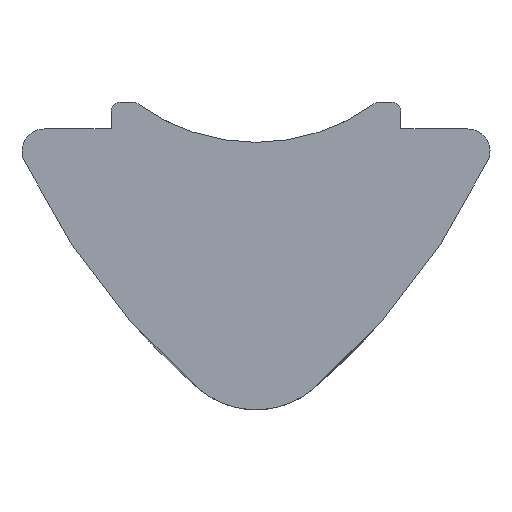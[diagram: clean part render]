
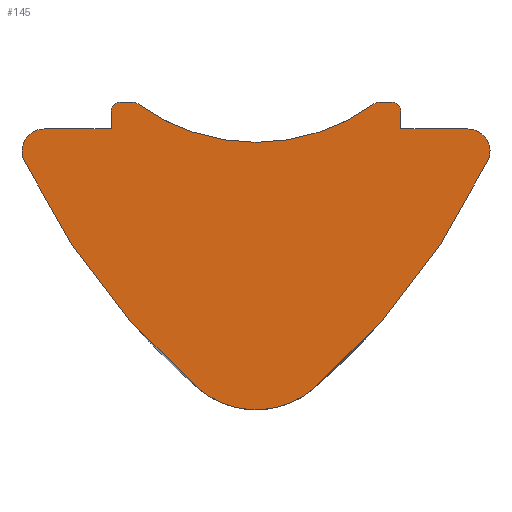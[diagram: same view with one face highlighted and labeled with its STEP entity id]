
A CAD part, front view. The second image highlights one B-rep face of the part: STEP entity #145.
In plain terms, the highlighted planar face has unit normal (0, -1, 0).
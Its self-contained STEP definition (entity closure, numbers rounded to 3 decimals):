
#4 = ORIENTED_EDGE ( 'NONE', *, *, #636, .F. ) ;
#11 = AXIS2_PLACEMENT_3D ( 'NONE', #743, #758, #548 ) ;
#23 = CARTESIAN_POINT ( 'NONE',  ( 1.314, -14., -5.81 ) ) ;
#25 = EDGE_CURVE ( 'NONE', #108, #637, #410, .T. ) ;
#27 = CARTESIAN_POINT ( 'NONE',  ( -1.314, -14., -5.81 ) ) ;
#30 = LINE ( 'NONE', #1148, #73 ) ;
#42 = ORIENTED_EDGE ( 'NONE', *, *, #458, .F. ) ;
#44 = ORIENTED_EDGE ( 'NONE', *, *, #304, .T. ) ;
#51 = DIRECTION ( 'NONE',  ( -1., 0., 0. ) ) ;
#57 = ORIENTED_EDGE ( 'NONE', *, *, #514, .F. ) ;
#63 = DIRECTION ( 'NONE',  ( 0., 1., 0. ) ) ;
#68 = DIRECTION ( 'NONE',  ( -1., 0., 0. ) ) ;
#70 = CIRCLE ( 'NONE', #904, 0.2 ) ;
#73 = VECTOR ( 'NONE', #321, 1000. ) ;
#96 = AXIS2_PLACEMENT_3D ( 'NONE', #760, #392, #755 ) ;
#101 = AXIS2_PLACEMENT_3D ( 'NONE', #442, #182, #835 ) ;
#108 = VERTEX_POINT ( 'NONE', #913 ) ;
#112 = CIRCLE ( 'NONE', #250, 4.5 ) ;
#123 = ORIENTED_EDGE ( 'NONE', *, *, #1029, .F. ) ;
#137 = AXIS2_PLACEMENT_3D ( 'NONE', #190, #842, #471 ) ;
#139 = CARTESIAN_POINT ( 'NONE',  ( 3.05, -14., 0.6 ) ) ;
#145 = ADVANCED_FACE ( 'NONE', ( #597 ), #837, .F. ) ;
#156 = LINE ( 'NONE', #941, #560 ) ;
#164 = CARTESIAN_POINT ( 'NONE',  ( -4.753, -14., -0.5 ) ) ;
#170 = DIRECTION ( 'NONE',  ( -1., 0., 0. ) ) ;
#172 = DIRECTION ( 'NONE',  ( 0., 1., 0. ) ) ;
#182 = DIRECTION ( 'NONE',  ( 0., 1., 0. ) ) ;
#190 = CARTESIAN_POINT ( 'NONE',  ( -3.05, -14., 0.4 ) ) ;
#191 = EDGE_CURVE ( 'NONE', #798, #805, #728, .T. ) ;
#206 = CARTESIAN_POINT ( 'NONE',  ( 3.25, -14., 0.4 ) ) ;
#219 = DIRECTION ( 'NONE',  ( -1., 0., 0. ) ) ;
#221 = VERTEX_POINT ( 'NONE', #567 ) ;
#227 = DIRECTION ( 'NONE',  ( 0., 1., 0. ) ) ;
#231 = CIRCLE ( 'NONE', #1127, 0.2 ) ;
#233 = VERTEX_POINT ( 'NONE', #735 ) ;
#239 = CIRCLE ( 'NONE', #96, 0.2 ) ;
#250 = AXIS2_PLACEMENT_3D ( 'NONE', #589, #1126, #685 ) ;
#279 = CARTESIAN_POINT ( 'NONE',  ( 3.25, -14., 0. ) ) ;
#289 = DIRECTION ( 'NONE',  ( 0., 1., 0. ) ) ;
#293 = VERTEX_POINT ( 'NONE', #206 ) ;
#299 = AXIS2_PLACEMENT_3D ( 'NONE', #819, #172, #998 ) ;
#304 = EDGE_CURVE ( 'NONE', #325, #221, #505, .T. ) ;
#310 = CIRCLE ( 'NONE', #381, 0.5 ) ;
#316 = CARTESIAN_POINT ( 'NONE',  ( -3.05, -14., 0.6 ) ) ;
#318 = CARTESIAN_POINT ( 'NONE',  ( -4.753, -14., -0.5 ) ) ;
#321 = DIRECTION ( 'NONE',  ( 0., 0., 1. ) ) ;
#325 = VERTEX_POINT ( 'NONE', #951 ) ;
#343 = EDGE_CURVE ( 'NONE', #108, #426, #231, .T. ) ;
#354 = VERTEX_POINT ( 'NONE', #399 ) ;
#381 = AXIS2_PLACEMENT_3D ( 'NONE', #164, #63, #51 ) ;
#392 = DIRECTION ( 'NONE',  ( 0., 1., 0. ) ) ;
#399 = CARTESIAN_POINT ( 'NONE',  ( 5.203, -14., -0.718 ) ) ;
#405 = DIRECTION ( 'NONE',  ( -1., 0., 0. ) ) ;
#406 = AXIS2_PLACEMENT_3D ( 'NONE', #318, #227, #219 ) ;
#410 = LINE ( 'NONE', #316, #917 ) ;
#419 = LINE ( 'NONE', #1040, #464 ) ;
#426 = VERTEX_POINT ( 'NONE', #873 ) ;
#432 = CARTESIAN_POINT ( 'NONE',  ( -5.203, -14., -0.718 ) ) ;
#442 = CARTESIAN_POINT ( 'NONE',  ( 4.753, -14., -0.5 ) ) ;
#458 = EDGE_CURVE ( 'NONE', #805, #540, #726, .T. ) ;
#464 = VECTOR ( 'NONE', #1131, 1000. ) ;
#471 = DIRECTION ( 'NONE',  ( -1., 0., 0. ) ) ;
#480 = ORIENTED_EDGE ( 'NONE', *, *, #556, .T. ) ;
#495 = EDGE_CURVE ( 'NONE', #426, #963, #112, .T. ) ;
#498 = DIRECTION ( 'NONE',  ( 0., 1., 0. ) ) ;
#505 = LINE ( 'NONE', #581, #902 ) ;
#514 = EDGE_CURVE ( 'NONE', #540, #233, #1162, .T. ) ;
#540 = VERTEX_POINT ( 'NONE', #432 ) ;
#545 = ORIENTED_EDGE ( 'NONE', *, *, #1121, .T. ) ;
#548 = DIRECTION ( 'NONE',  ( -1., 0., 0. ) ) ;
#556 = EDGE_CURVE ( 'NONE', #742, #293, #30, .T. ) ;
#560 = VECTOR ( 'NONE', #844, 1000. ) ;
#567 = CARTESIAN_POINT ( 'NONE',  ( -3.25, -14., 0. ) ) ;
#572 = ORIENTED_EDGE ( 'NONE', *, *, #897, .F. ) ;
#573 = EDGE_LOOP ( 'NONE', ( #44, #1048, #1120, #57, #42, #1033, #123, #756, #545, #480, #896, #912, #572, #1028, #793, #860, #4 ) ) ;
#574 = CARTESIAN_POINT ( 'NONE',  ( -2.766, -14., 0.4 ) ) ;
#581 = CARTESIAN_POINT ( 'NONE',  ( -3.25, -14., 0. ) ) ;
#585 = VERTEX_POINT ( 'NONE', #802 ) ;
#589 = CARTESIAN_POINT ( 'NONE',  ( 0., -14., 4.2 ) ) ;
#596 = CIRCLE ( 'NONE', #299, 0.2 ) ;
#597 = FACE_OUTER_BOUND ( 'NONE', #573, .T. ) ;
#632 = CARTESIAN_POINT ( 'NONE',  ( -4.753, -14., 0. ) ) ;
#636 = EDGE_CURVE ( 'NONE', #325, #637, #596, .T. ) ;
#637 = VERTEX_POINT ( 'NONE', #825 ) ;
#655 = EDGE_CURVE ( 'NONE', #221, #1107, #1037, .T. ) ;
#663 = VECTOR ( 'NONE', #920, 1000. ) ;
#678 = CARTESIAN_POINT ( 'NONE',  ( 9.2, -14., 6.25 ) ) ;
#685 = DIRECTION ( 'NONE',  ( -1., 0., 0. ) ) ;
#702 = CARTESIAN_POINT ( 'NONE',  ( 2.766, -14., 0.6 ) ) ;
#715 = CARTESIAN_POINT ( 'NONE',  ( 2.648, -14., 0.562 ) ) ;
#726 = CIRCLE ( 'NONE', #788, 16. ) ;
#728 = CIRCLE ( 'NONE', #11, 2. ) ;
#729 = CARTESIAN_POINT ( 'NONE',  ( -9.2, -14., 6.25 ) ) ;
#735 = CARTESIAN_POINT ( 'NONE',  ( -5.253, -14., -0.5 ) ) ;
#742 = VERTEX_POINT ( 'NONE', #279 ) ;
#743 = CARTESIAN_POINT ( 'NONE',  ( 0., -14., -4.303 ) ) ;
#755 = DIRECTION ( 'NONE',  ( -1., 0., 0. ) ) ;
#756 = ORIENTED_EDGE ( 'NONE', *, *, #1046, .F. ) ;
#758 = DIRECTION ( 'NONE',  ( 0., 1., 0. ) ) ;
#760 = CARTESIAN_POINT ( 'NONE',  ( 3.05, -14., 0.4 ) ) ;
#788 = AXIS2_PLACEMENT_3D ( 'NONE', #678, #498, #405 ) ;
#793 = ORIENTED_EDGE ( 'NONE', *, *, #343, .F. ) ;
#798 = VERTEX_POINT ( 'NONE', #23 ) ;
#802 = CARTESIAN_POINT ( 'NONE',  ( 4.753, -14., 0. ) ) ;
#805 = VERTEX_POINT ( 'NONE', #27 ) ;
#819 = CARTESIAN_POINT ( 'NONE',  ( -3.05, -14., 0.4 ) ) ;
#825 = CARTESIAN_POINT ( 'NONE',  ( -3.05, -14., 0.6 ) ) ;
#835 = DIRECTION ( 'NONE',  ( -1., 0., 0. ) ) ;
#837 = PLANE ( 'NONE',  #137 ) ;
#838 = VERTEX_POINT ( 'NONE', #139 ) ;
#839 = EDGE_CURVE ( 'NONE', #838, #953, #419, .T. ) ;
#842 = DIRECTION ( 'NONE',  ( 0., 1., 0. ) ) ;
#844 = DIRECTION ( 'NONE',  ( -1., 0., 0. ) ) ;
#852 = CARTESIAN_POINT ( 'NONE',  ( -4.753, -14., 0. ) ) ;
#860 = ORIENTED_EDGE ( 'NONE', *, *, #25, .T. ) ;
#873 = CARTESIAN_POINT ( 'NONE',  ( -2.648, -14., 0.562 ) ) ;
#890 = EDGE_CURVE ( 'NONE', #233, #1107, #310, .T. ) ;
#896 = ORIENTED_EDGE ( 'NONE', *, *, #1081, .F. ) ;
#897 = EDGE_CURVE ( 'NONE', #963, #953, #70, .T. ) ;
#902 = VECTOR ( 'NONE', #938, 1000. ) ;
#904 = AXIS2_PLACEMENT_3D ( 'NONE', #975, #1067, #68 ) ;
#912 = ORIENTED_EDGE ( 'NONE', *, *, #839, .T. ) ;
#913 = CARTESIAN_POINT ( 'NONE',  ( -2.766, -14., 0.6 ) ) ;
#914 = CIRCLE ( 'NONE', #101, 0.5 ) ;
#917 = VECTOR ( 'NONE', #985, 1000. ) ;
#920 = DIRECTION ( 'NONE',  ( -1., 0., 0. ) ) ;
#938 = DIRECTION ( 'NONE',  ( 0., 0., -1. ) ) ;
#941 = CARTESIAN_POINT ( 'NONE',  ( 3.25, -14., 0. ) ) ;
#951 = CARTESIAN_POINT ( 'NONE',  ( -3.25, -14., 0.4 ) ) ;
#953 = VERTEX_POINT ( 'NONE', #702 ) ;
#963 = VERTEX_POINT ( 'NONE', #715 ) ;
#975 = CARTESIAN_POINT ( 'NONE',  ( 2.766, -14., 0.4 ) ) ;
#983 = AXIS2_PLACEMENT_3D ( 'NONE', #729, #1158, #170 ) ;
#985 = DIRECTION ( 'NONE',  ( -1., 0., 0. ) ) ;
#998 = DIRECTION ( 'NONE',  ( -1., 0., 0. ) ) ;
#1028 = ORIENTED_EDGE ( 'NONE', *, *, #495, .F. ) ;
#1029 = EDGE_CURVE ( 'NONE', #354, #798, #1134, .T. ) ;
#1033 = ORIENTED_EDGE ( 'NONE', *, *, #191, .F. ) ;
#1037 = LINE ( 'NONE', #632, #663 ) ;
#1040 = CARTESIAN_POINT ( 'NONE',  ( 2.766, -14., 0.6 ) ) ;
#1046 = EDGE_CURVE ( 'NONE', #585, #354, #914, .T. ) ;
#1048 = ORIENTED_EDGE ( 'NONE', *, *, #655, .T. ) ;
#1067 = DIRECTION ( 'NONE',  ( 0., 1., 0. ) ) ;
#1081 = EDGE_CURVE ( 'NONE', #838, #293, #239, .T. ) ;
#1107 = VERTEX_POINT ( 'NONE', #852 ) ;
#1118 = DIRECTION ( 'NONE',  ( -1., 0., 0. ) ) ;
#1120 = ORIENTED_EDGE ( 'NONE', *, *, #890, .F. ) ;
#1121 = EDGE_CURVE ( 'NONE', #585, #742, #156, .T. ) ;
#1126 = DIRECTION ( 'NONE',  ( 0., -1., 0. ) ) ;
#1127 = AXIS2_PLACEMENT_3D ( 'NONE', #574, #289, #1118 ) ;
#1131 = DIRECTION ( 'NONE',  ( -1., 0., 0. ) ) ;
#1134 = CIRCLE ( 'NONE', #983, 16. ) ;
#1148 = CARTESIAN_POINT ( 'NONE',  ( 3.25, -14., 0.4 ) ) ;
#1158 = DIRECTION ( 'NONE',  ( 0., 1., 0. ) ) ;
#1162 = CIRCLE ( 'NONE', #406, 0.5 ) ;
